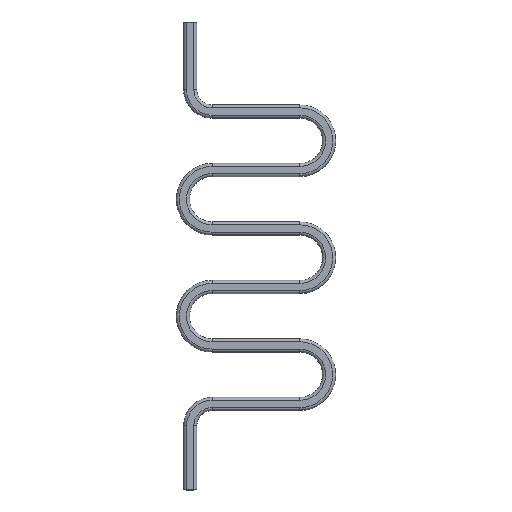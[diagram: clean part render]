
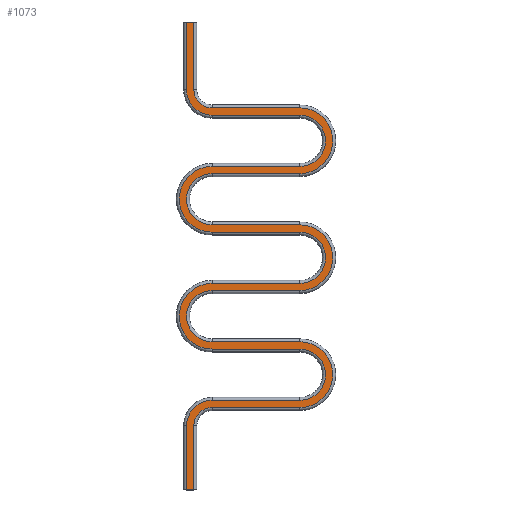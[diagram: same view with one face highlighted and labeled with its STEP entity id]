
A CAD part, top view. The second image highlights one B-rep face of the part: STEP entity #1073.
In plain terms, the highlighted planar face has unit normal (0, 0, 1).
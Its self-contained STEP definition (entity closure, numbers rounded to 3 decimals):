
#61=CARTESIAN_POINT('Vertex',(-47.5,-115.,2.)) ;
#77=CARTESIAN_POINT('Vertex',(-47.5,-158.878,2.)) ;
#80=CARTESIAN_POINT('Line Origine',(-47.5,1.188,2.)) ;
#97=CARTESIAN_POINT('Axis2P3D Location',(-30.,-115.,2.)) ;
#101=CARTESIAN_POINT('Vertex',(-30.,-97.5,2.)) ;
#132=CARTESIAN_POINT('Vertex',(30.,-97.5,2.)) ;
#142=CARTESIAN_POINT('Line Origine',(0.,-97.5,2.)) ;
#163=CARTESIAN_POINT('Vertex',(30.,-62.5,2.)) ;
#173=CARTESIAN_POINT('Axis2P3D Location',(30.,-80.,2.)) ;
#194=CARTESIAN_POINT('Vertex',(-30.,-62.5,2.)) ;
#204=CARTESIAN_POINT('Line Origine',(0.,-62.5,2.)) ;
#221=CARTESIAN_POINT('Axis2P3D Location',(-30.,-40.,2.)) ;
#225=CARTESIAN_POINT('Vertex',(-30.,-17.5,2.)) ;
#256=CARTESIAN_POINT('Vertex',(30.,-17.5,2.)) ;
#266=CARTESIAN_POINT('Line Origine',(0.,-17.5,2.)) ;
#287=CARTESIAN_POINT('Vertex',(30.,17.5,2.)) ;
#297=CARTESIAN_POINT('Axis2P3D Location',(30.,0.,2.)) ;
#318=CARTESIAN_POINT('Vertex',(-30.,17.5,2.)) ;
#328=CARTESIAN_POINT('Line Origine',(0.,17.5,2.)) ;
#345=CARTESIAN_POINT('Axis2P3D Location',(-30.,40.,2.)) ;
#349=CARTESIAN_POINT('Vertex',(-30.,62.5,2.)) ;
#380=CARTESIAN_POINT('Vertex',(30.,62.5,2.)) ;
#390=CARTESIAN_POINT('Line Origine',(0.,62.5,2.)) ;
#411=CARTESIAN_POINT('Vertex',(30.,97.5,2.)) ;
#421=CARTESIAN_POINT('Axis2P3D Location',(30.,80.,2.)) ;
#442=CARTESIAN_POINT('Vertex',(-30.,97.5,2.)) ;
#452=CARTESIAN_POINT('Line Origine',(0.,97.5,2.)) ;
#469=CARTESIAN_POINT('Axis2P3D Location',(-30.,115.,2.)) ;
#473=CARTESIAN_POINT('Vertex',(-47.5,115.,2.)) ;
#499=CARTESIAN_POINT('Vertex',(-47.5,161.254,2.)) ;
#509=CARTESIAN_POINT('Line Origine',(-47.5,1.188,2.)) ;
#532=CARTESIAN_POINT('Vertex',(-42.5,-115.,2.)) ;
#535=CARTESIAN_POINT('Line Origine',(-42.5,1.188,2.)) ;
#539=CARTESIAN_POINT('Vertex',(-42.5,-158.878,2.)) ;
#577=CARTESIAN_POINT('Vertex',(-30.,-102.5,2.)) ;
#580=CARTESIAN_POINT('Axis2P3D Location',(-30.,-115.,2.)) ;
#603=CARTESIAN_POINT('Vertex',(30.,-102.5,2.)) ;
#606=CARTESIAN_POINT('Line Origine',(0.,-102.5,2.)) ;
#634=CARTESIAN_POINT('Vertex',(30.,-57.5,2.)) ;
#637=CARTESIAN_POINT('Axis2P3D Location',(30.,-80.,2.)) ;
#665=CARTESIAN_POINT('Vertex',(-30.,-57.5,2.)) ;
#668=CARTESIAN_POINT('Line Origine',(0.,-57.5,2.)) ;
#701=CARTESIAN_POINT('Vertex',(-30.,-22.5,2.)) ;
#704=CARTESIAN_POINT('Axis2P3D Location',(-30.,-40.,2.)) ;
#727=CARTESIAN_POINT('Vertex',(30.,-22.5,2.)) ;
#730=CARTESIAN_POINT('Line Origine',(0.,-22.5,2.)) ;
#758=CARTESIAN_POINT('Vertex',(30.,22.5,2.)) ;
#761=CARTESIAN_POINT('Axis2P3D Location',(30.,0.,2.)) ;
#789=CARTESIAN_POINT('Vertex',(-30.,22.5,2.)) ;
#792=CARTESIAN_POINT('Line Origine',(0.,22.5,2.)) ;
#825=CARTESIAN_POINT('Vertex',(-30.,57.5,2.)) ;
#828=CARTESIAN_POINT('Axis2P3D Location',(-30.,40.,2.)) ;
#851=CARTESIAN_POINT('Vertex',(30.,57.5,2.)) ;
#854=CARTESIAN_POINT('Line Origine',(0.,57.5,2.)) ;
#882=CARTESIAN_POINT('Vertex',(30.,102.5,2.)) ;
#885=CARTESIAN_POINT('Axis2P3D Location',(30.,80.,2.)) ;
#913=CARTESIAN_POINT('Vertex',(-30.,102.5,2.)) ;
#916=CARTESIAN_POINT('Line Origine',(0.,102.5,2.)) ;
#949=CARTESIAN_POINT('Vertex',(-42.5,115.,2.)) ;
#952=CARTESIAN_POINT('Axis2P3D Location',(-30.,115.,2.)) ;
#970=CARTESIAN_POINT('Vertex',(-42.5,161.254,2.)) ;
#973=CARTESIAN_POINT('Line Origine',(-42.5,1.188,2.)) ;
#1000=CARTESIAN_POINT('Line Origine',(-45.,-158.878,2.)) ;
#1017=CARTESIAN_POINT('Line Origine',(-45.,161.254,2.)) ;
#1034=CARTESIAN_POINT('Axis2P3D Location',(-47.5,-158.878,2.)) ;
#81=DIRECTION('Vector Direction',(0.,-1.,0.)) ;
#98=DIRECTION('Axis2P3D Direction',(0.,0.,1.)) ;
#143=DIRECTION('Vector Direction',(-1.,0.,0.)) ;
#174=DIRECTION('Axis2P3D Direction',(0.,0.,1.)) ;
#205=DIRECTION('Vector Direction',(1.,0.,0.)) ;
#222=DIRECTION('Axis2P3D Direction',(0.,-0.,1.)) ;
#267=DIRECTION('Vector Direction',(-1.,0.,0.)) ;
#298=DIRECTION('Axis2P3D Direction',(0.,0.,1.)) ;
#329=DIRECTION('Vector Direction',(1.,0.,0.)) ;
#346=DIRECTION('Axis2P3D Direction',(0.,-0.,1.)) ;
#391=DIRECTION('Vector Direction',(-1.,0.,0.)) ;
#422=DIRECTION('Axis2P3D Direction',(0.,0.,1.)) ;
#453=DIRECTION('Vector Direction',(1.,0.,0.)) ;
#470=DIRECTION('Axis2P3D Direction',(0.,0.,1.)) ;
#510=DIRECTION('Vector Direction',(0.,-1.,0.)) ;
#536=DIRECTION('Vector Direction',(0.,-1.,0.)) ;
#581=DIRECTION('Axis2P3D Direction',(0.,0.,1.)) ;
#607=DIRECTION('Vector Direction',(-1.,0.,0.)) ;
#638=DIRECTION('Axis2P3D Direction',(0.,0.,1.)) ;
#669=DIRECTION('Vector Direction',(1.,0.,0.)) ;
#705=DIRECTION('Axis2P3D Direction',(0.,-0.,1.)) ;
#731=DIRECTION('Vector Direction',(-1.,0.,0.)) ;
#762=DIRECTION('Axis2P3D Direction',(0.,0.,1.)) ;
#793=DIRECTION('Vector Direction',(1.,0.,0.)) ;
#829=DIRECTION('Axis2P3D Direction',(0.,-0.,1.)) ;
#855=DIRECTION('Vector Direction',(-1.,0.,0.)) ;
#886=DIRECTION('Axis2P3D Direction',(0.,0.,1.)) ;
#917=DIRECTION('Vector Direction',(1.,0.,0.)) ;
#953=DIRECTION('Axis2P3D Direction',(0.,0.,1.)) ;
#974=DIRECTION('Vector Direction',(0.,-1.,0.)) ;
#1001=DIRECTION('Vector Direction',(1.,0.,0.)) ;
#1018=DIRECTION('Vector Direction',(1.,0.,0.)) ;
#1035=DIRECTION('Axis2P3D Direction',(-0.,0.,1.)) ;
#1036=DIRECTION('Axis2P3D XDirection',(1.,-0.,0.)) ;
#99=AXIS2_PLACEMENT_3D('Circle Axis2P3D',#97,#98,$) ;
#175=AXIS2_PLACEMENT_3D('Circle Axis2P3D',#173,#174,$) ;
#223=AXIS2_PLACEMENT_3D('Circle Axis2P3D',#221,#222,$) ;
#299=AXIS2_PLACEMENT_3D('Circle Axis2P3D',#297,#298,$) ;
#347=AXIS2_PLACEMENT_3D('Circle Axis2P3D',#345,#346,$) ;
#423=AXIS2_PLACEMENT_3D('Circle Axis2P3D',#421,#422,$) ;
#471=AXIS2_PLACEMENT_3D('Circle Axis2P3D',#469,#470,$) ;
#582=AXIS2_PLACEMENT_3D('Circle Axis2P3D',#580,#581,$) ;
#639=AXIS2_PLACEMENT_3D('Circle Axis2P3D',#637,#638,$) ;
#706=AXIS2_PLACEMENT_3D('Circle Axis2P3D',#704,#705,$) ;
#763=AXIS2_PLACEMENT_3D('Circle Axis2P3D',#761,#762,$) ;
#830=AXIS2_PLACEMENT_3D('Circle Axis2P3D',#828,#829,$) ;
#887=AXIS2_PLACEMENT_3D('Circle Axis2P3D',#885,#886,$) ;
#954=AXIS2_PLACEMENT_3D('Circle Axis2P3D',#952,#953,$) ;
#1037=AXIS2_PLACEMENT_3D('Plane Axis2P3D',#1034,#1035,#1036) ;
#1040=ORIENTED_EDGE('',*,*,#956,.F.) ;
#1041=ORIENTED_EDGE('',*,*,#977,.T.) ;
#1042=ORIENTED_EDGE('',*,*,#1021,.T.) ;
#1043=ORIENTED_EDGE('',*,*,#513,.F.) ;
#1044=ORIENTED_EDGE('',*,*,#475,.T.) ;
#1045=ORIENTED_EDGE('',*,*,#456,.F.) ;
#1046=ORIENTED_EDGE('',*,*,#425,.F.) ;
#1047=ORIENTED_EDGE('',*,*,#394,.F.) ;
#1048=ORIENTED_EDGE('',*,*,#351,.T.) ;
#1049=ORIENTED_EDGE('',*,*,#332,.F.) ;
#1050=ORIENTED_EDGE('',*,*,#301,.F.) ;
#1051=ORIENTED_EDGE('',*,*,#270,.F.) ;
#1052=ORIENTED_EDGE('',*,*,#227,.T.) ;
#1053=ORIENTED_EDGE('',*,*,#208,.F.) ;
#1054=ORIENTED_EDGE('',*,*,#177,.F.) ;
#1055=ORIENTED_EDGE('',*,*,#146,.F.) ;
#1056=ORIENTED_EDGE('',*,*,#103,.T.) ;
#1057=ORIENTED_EDGE('',*,*,#84,.F.) ;
#1058=ORIENTED_EDGE('',*,*,#1004,.F.) ;
#1059=ORIENTED_EDGE('',*,*,#541,.T.) ;
#1060=ORIENTED_EDGE('',*,*,#584,.F.) ;
#1061=ORIENTED_EDGE('',*,*,#610,.T.) ;
#1062=ORIENTED_EDGE('',*,*,#641,.T.) ;
#1063=ORIENTED_EDGE('',*,*,#672,.T.) ;
#1064=ORIENTED_EDGE('',*,*,#708,.F.) ;
#1065=ORIENTED_EDGE('',*,*,#734,.T.) ;
#1066=ORIENTED_EDGE('',*,*,#765,.T.) ;
#1067=ORIENTED_EDGE('',*,*,#796,.T.) ;
#1068=ORIENTED_EDGE('',*,*,#832,.F.) ;
#1069=ORIENTED_EDGE('',*,*,#858,.T.) ;
#1070=ORIENTED_EDGE('',*,*,#889,.T.) ;
#1071=ORIENTED_EDGE('',*,*,#920,.T.) ;
#82=VECTOR('Line Direction',#81,1.) ;
#144=VECTOR('Line Direction',#143,1.) ;
#206=VECTOR('Line Direction',#205,1.) ;
#268=VECTOR('Line Direction',#267,1.) ;
#330=VECTOR('Line Direction',#329,1.) ;
#392=VECTOR('Line Direction',#391,1.) ;
#454=VECTOR('Line Direction',#453,1.) ;
#511=VECTOR('Line Direction',#510,1.) ;
#537=VECTOR('Line Direction',#536,1.) ;
#608=VECTOR('Line Direction',#607,1.) ;
#670=VECTOR('Line Direction',#669,1.) ;
#732=VECTOR('Line Direction',#731,1.) ;
#794=VECTOR('Line Direction',#793,1.) ;
#856=VECTOR('Line Direction',#855,1.) ;
#918=VECTOR('Line Direction',#917,1.) ;
#975=VECTOR('Line Direction',#974,1.) ;
#1002=VECTOR('Line Direction',#1001,1.) ;
#1019=VECTOR('Line Direction',#1018,1.) ;
#1073=ADVANCED_FACE('PartBody',(#1072),#1038,.T.) ;
#100=CIRCLE('generated circle',#99,17.5) ;
#176=CIRCLE('generated circle',#175,17.5) ;
#224=CIRCLE('generated circle',#223,22.5) ;
#300=CIRCLE('generated circle',#299,17.5) ;
#348=CIRCLE('generated circle',#347,22.5) ;
#424=CIRCLE('generated circle',#423,17.5) ;
#472=CIRCLE('generated circle',#471,17.5) ;
#583=CIRCLE('generated circle',#582,12.5) ;
#640=CIRCLE('generated circle',#639,22.5) ;
#707=CIRCLE('generated circle',#706,17.5) ;
#764=CIRCLE('generated circle',#763,22.5) ;
#831=CIRCLE('generated circle',#830,17.5) ;
#888=CIRCLE('generated circle',#887,22.5) ;
#955=CIRCLE('generated circle',#954,12.5) ;
#84=EDGE_CURVE('',#78,#62,#83,.F.) ;
#103=EDGE_CURVE('',#102,#62,#100,.T.) ;
#146=EDGE_CURVE('',#102,#133,#145,.F.) ;
#177=EDGE_CURVE('',#133,#164,#176,.T.) ;
#208=EDGE_CURVE('',#164,#195,#207,.F.) ;
#227=EDGE_CURVE('',#226,#195,#224,.T.) ;
#270=EDGE_CURVE('',#226,#257,#269,.F.) ;
#301=EDGE_CURVE('',#257,#288,#300,.T.) ;
#332=EDGE_CURVE('',#288,#319,#331,.F.) ;
#351=EDGE_CURVE('',#350,#319,#348,.T.) ;
#394=EDGE_CURVE('',#350,#381,#393,.F.) ;
#425=EDGE_CURVE('',#381,#412,#424,.T.) ;
#456=EDGE_CURVE('',#412,#443,#455,.F.) ;
#475=EDGE_CURVE('',#474,#443,#472,.T.) ;
#513=EDGE_CURVE('',#474,#500,#512,.F.) ;
#541=EDGE_CURVE('',#540,#533,#538,.F.) ;
#584=EDGE_CURVE('',#578,#533,#583,.T.) ;
#610=EDGE_CURVE('',#578,#604,#609,.F.) ;
#641=EDGE_CURVE('',#604,#635,#640,.T.) ;
#672=EDGE_CURVE('',#635,#666,#671,.F.) ;
#708=EDGE_CURVE('',#702,#666,#707,.T.) ;
#734=EDGE_CURVE('',#702,#728,#733,.F.) ;
#765=EDGE_CURVE('',#728,#759,#764,.T.) ;
#796=EDGE_CURVE('',#759,#790,#795,.F.) ;
#832=EDGE_CURVE('',#826,#790,#831,.T.) ;
#858=EDGE_CURVE('',#826,#852,#857,.F.) ;
#889=EDGE_CURVE('',#852,#883,#888,.T.) ;
#920=EDGE_CURVE('',#883,#914,#919,.F.) ;
#956=EDGE_CURVE('',#950,#914,#955,.T.) ;
#977=EDGE_CURVE('',#950,#971,#976,.F.) ;
#1004=EDGE_CURVE('',#540,#78,#1003,.F.) ;
#1021=EDGE_CURVE('',#971,#500,#1020,.F.) ;
#1039=EDGE_LOOP('',(#1040,#1041,#1042,#1043,#1044,#1045,#1046,#1047,#1048,#1049,#1050,#1051,#1052,#1053,#1054,#1055,#1056,#1057,#1058,#1059,#1060,#1061,#1062,#1063,#1064,#1065,#1066,#1067,#1068,#1069,#1070,#1071)) ;
#1072=FACE_OUTER_BOUND('',#1039,.T.) ;
#83=LINE('Line',#80,#82) ;
#145=LINE('Line',#142,#144) ;
#207=LINE('Line',#204,#206) ;
#269=LINE('Line',#266,#268) ;
#331=LINE('Line',#328,#330) ;
#393=LINE('Line',#390,#392) ;
#455=LINE('Line',#452,#454) ;
#512=LINE('Line',#509,#511) ;
#538=LINE('Line',#535,#537) ;
#609=LINE('Line',#606,#608) ;
#671=LINE('Line',#668,#670) ;
#733=LINE('Line',#730,#732) ;
#795=LINE('Line',#792,#794) ;
#857=LINE('Line',#854,#856) ;
#919=LINE('Line',#916,#918) ;
#976=LINE('Line',#973,#975) ;
#1003=LINE('Line',#1000,#1002) ;
#1020=LINE('Line',#1017,#1019) ;
#1038=PLANE('',#1037) ;
#62=VERTEX_POINT('',#61) ;
#78=VERTEX_POINT('',#77) ;
#102=VERTEX_POINT('',#101) ;
#133=VERTEX_POINT('',#132) ;
#164=VERTEX_POINT('',#163) ;
#195=VERTEX_POINT('',#194) ;
#226=VERTEX_POINT('',#225) ;
#257=VERTEX_POINT('',#256) ;
#288=VERTEX_POINT('',#287) ;
#319=VERTEX_POINT('',#318) ;
#350=VERTEX_POINT('',#349) ;
#381=VERTEX_POINT('',#380) ;
#412=VERTEX_POINT('',#411) ;
#443=VERTEX_POINT('',#442) ;
#474=VERTEX_POINT('',#473) ;
#500=VERTEX_POINT('',#499) ;
#533=VERTEX_POINT('',#532) ;
#540=VERTEX_POINT('',#539) ;
#578=VERTEX_POINT('',#577) ;
#604=VERTEX_POINT('',#603) ;
#635=VERTEX_POINT('',#634) ;
#666=VERTEX_POINT('',#665) ;
#702=VERTEX_POINT('',#701) ;
#728=VERTEX_POINT('',#727) ;
#759=VERTEX_POINT('',#758) ;
#790=VERTEX_POINT('',#789) ;
#826=VERTEX_POINT('',#825) ;
#852=VERTEX_POINT('',#851) ;
#883=VERTEX_POINT('',#882) ;
#914=VERTEX_POINT('',#913) ;
#950=VERTEX_POINT('',#949) ;
#971=VERTEX_POINT('',#970) ;
